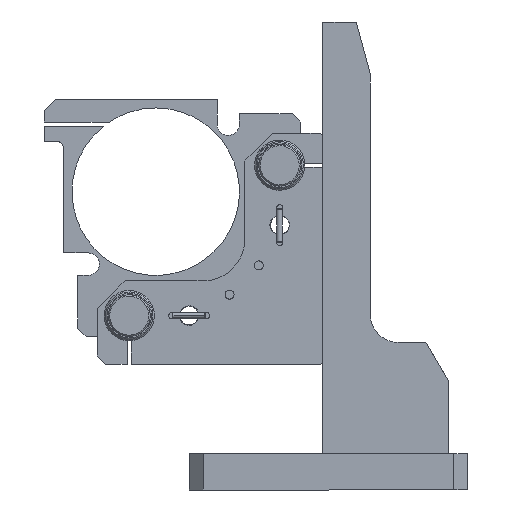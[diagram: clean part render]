
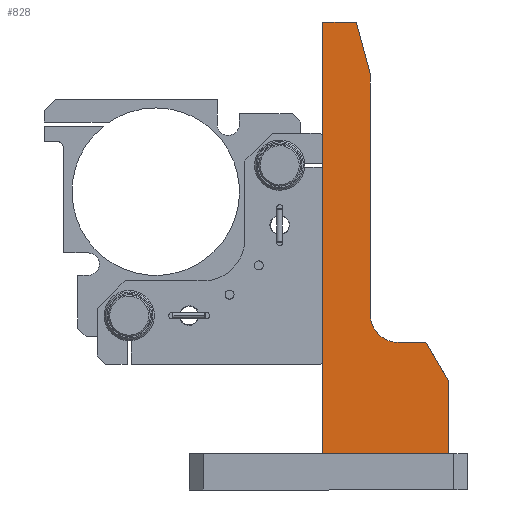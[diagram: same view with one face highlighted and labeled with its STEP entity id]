
A CAD part, front view. The second image highlights one B-rep face of the part: STEP entity #828.
In plain terms, the highlighted planar face has unit normal (0, -1, 0).
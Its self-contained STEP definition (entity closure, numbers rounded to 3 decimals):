
#264=B_SPLINE_CURVE_WITH_KNOTS('',1,(#14116,#14117),.UNSPECIFIED.,.F.,.F.,
(2,2),(-26.144,0.),.UNSPECIFIED.);
#270=B_SPLINE_CURVE_WITH_KNOTS('',1,(#14131,#14132),.UNSPECIFIED.,.F.,.F.,
(2,2),(-16.,0.),.UNSPECIFIED.);
#276=B_SPLINE_CURVE_WITH_KNOTS('',1,(#14146,#14147),.UNSPECIFIED.,.F.,.F.,
(2,2),(-19.319,0.),.UNSPECIFIED.);
#279=B_SPLINE_CURVE_WITH_KNOTS('',1,(#14152,#14153),.UNSPECIFIED.,.F.,.F.,
(2,2),(-10.,0.),.UNSPECIFIED.);
#292=B_SPLINE_CURVE_WITH_KNOTS('',1,(#14195,#14196),.UNSPECIFIED.,.F.,.F.,
(2,2),(-155.,0.),.UNSPECIFIED.);
#300=B_SPLINE_CURVE_WITH_KNOTS('',1,(#14211,#14212),.UNSPECIFIED.,.F.,.F.,
(2,2),(-12.,0.),.UNSPECIFIED.);
#306=B_SPLINE_CURVE_WITH_KNOTS('',1,(#14226,#14227),.UNSPECIFIED.,.F.,.F.,
(2,2),(-86.34,0.),.UNSPECIFIED.);
#308=B_SPLINE_CURVE_WITH_KNOTS('',1,(#14230,#14231),.UNSPECIFIED.,.F.,.F.,
(2,2),(-45.,0.),.UNSPECIFIED.);
#828=ADVANCED_FACE('',(#1238),#6963,.T.);
#1238=FACE_OUTER_BOUND('',#1692,.T.);
#1692=EDGE_LOOP('',(#3520,#3521,#3522,#3523,#3524,#3525,#3526,#3527,#3528));
#3520=ORIENTED_EDGE('',*,*,#4871,.F.);
#3521=ORIENTED_EDGE('',*,*,#4865,.F.);
#3522=ORIENTED_EDGE('',*,*,#4829,.F.);
#3523=ORIENTED_EDGE('',*,*,#4858,.F.);
#3524=ORIENTED_EDGE('',*,*,#4850,.F.);
#3525=ORIENTED_EDGE('',*,*,#4867,.F.);
#3526=ORIENTED_EDGE('',*,*,#4815,.F.);
#3527=ORIENTED_EDGE('',*,*,#4822,.F.);
#3528=ORIENTED_EDGE('',*,*,#4832,.F.);
#4815=EDGE_CURVE('',#6395,#6396,#264,.T.);
#4822=EDGE_CURVE('',#6399,#6395,#270,.T.);
#4829=EDGE_CURVE('',#6401,#6402,#276,.T.);
#4832=EDGE_CURVE('',#6403,#6399,#279,.T.);
#4850=EDGE_CURVE('',#6415,#6416,#292,.T.);
#4858=EDGE_CURVE('',#6416,#6401,#300,.T.);
#4865=EDGE_CURVE('',#6402,#6405,#306,.T.);
#4867=EDGE_CURVE('',#6396,#6415,#308,.T.);
#4871=EDGE_CURVE('',#6405,#6403,#5675,.T.);
#5675=(
BOUNDED_CURVE()
B_SPLINE_CURVE(2,(#14242,#14243,#14244),.UNSPECIFIED.,.F.,.F.)
B_SPLINE_CURVE_WITH_KNOTS((3,3),(-15.708,0.),.UNSPECIFIED.)
CURVE()
GEOMETRIC_REPRESENTATION_ITEM()
RATIONAL_B_SPLINE_CURVE((1.,0.707,1.))
REPRESENTATION_ITEM('')
);
#6395=VERTEX_POINT('',#13911);
#6396=VERTEX_POINT('',#13912);
#6399=VERTEX_POINT('',#13915);
#6401=VERTEX_POINT('',#13917);
#6402=VERTEX_POINT('',#13918);
#6403=VERTEX_POINT('',#13919);
#6405=VERTEX_POINT('',#13921);
#6415=VERTEX_POINT('',#13931);
#6416=VERTEX_POINT('',#13932);
#6963=PLANE('',#7156);
#7156=AXIS2_PLACEMENT_3D('',#13854,#7332,$);
#7332=DIRECTION('',(0.,-1.,0.));
#13854=CARTESIAN_POINT('',(55.79,4.655,-2.252));
#13911=CARTESIAN_POINT('',(51.17,4.655,39.512));
#13912=CARTESIAN_POINT('',(51.17,4.655,13.368));
#13915=CARTESIAN_POINT('',(43.17,4.655,53.368));
#13917=CARTESIAN_POINT('',(18.17,4.655,168.368));
#13918=CARTESIAN_POINT('',(23.17,4.655,149.708));
#13919=CARTESIAN_POINT('',(33.17,4.655,53.368));
#13921=CARTESIAN_POINT('',(23.17,4.655,63.368));
#13931=CARTESIAN_POINT('',(6.17,4.655,13.368));
#13932=CARTESIAN_POINT('',(6.17,4.655,168.368));
#14116=CARTESIAN_POINT('',(51.17,4.655,39.512));
#14117=CARTESIAN_POINT('',(51.17,4.655,13.368));
#14131=CARTESIAN_POINT('',(43.17,4.655,53.368));
#14132=CARTESIAN_POINT('',(51.17,4.655,39.512));
#14146=CARTESIAN_POINT('',(18.17,4.655,168.368));
#14147=CARTESIAN_POINT('',(23.17,4.655,149.708));
#14152=CARTESIAN_POINT('',(33.17,4.655,53.368));
#14153=CARTESIAN_POINT('',(43.17,4.655,53.368));
#14195=CARTESIAN_POINT('',(6.17,4.655,13.368));
#14196=CARTESIAN_POINT('',(6.17,4.655,168.368));
#14211=CARTESIAN_POINT('',(6.17,4.655,168.368));
#14212=CARTESIAN_POINT('',(18.17,4.655,168.368));
#14226=CARTESIAN_POINT('',(23.17,4.655,149.708));
#14227=CARTESIAN_POINT('',(23.17,4.655,63.368));
#14230=CARTESIAN_POINT('',(51.17,4.655,13.368));
#14231=CARTESIAN_POINT('',(6.17,4.655,13.368));
#14242=CARTESIAN_POINT('',(23.17,4.655,63.368));
#14243=CARTESIAN_POINT('',(23.17,4.655,53.368));
#14244=CARTESIAN_POINT('',(33.17,4.655,53.368));
